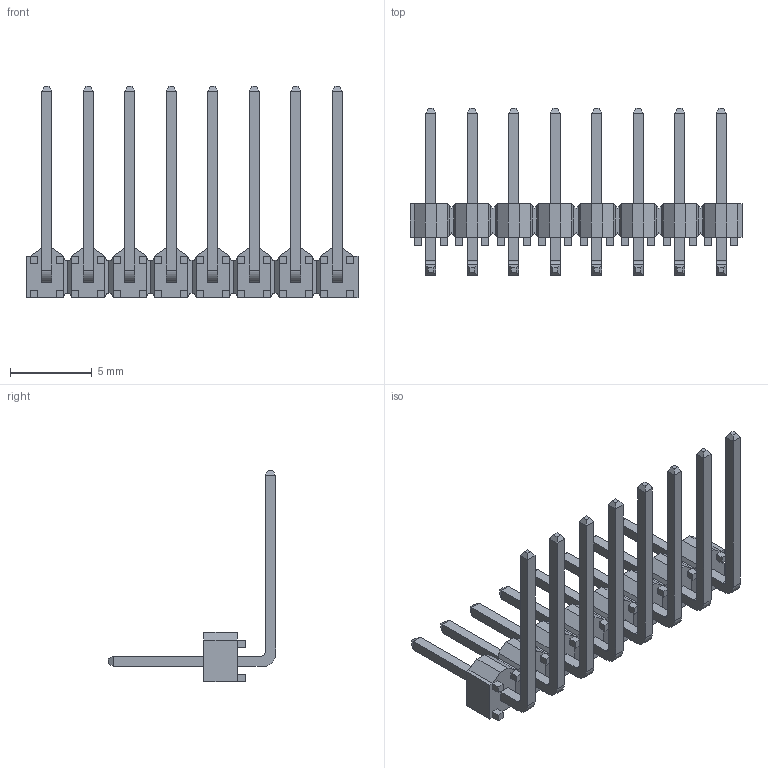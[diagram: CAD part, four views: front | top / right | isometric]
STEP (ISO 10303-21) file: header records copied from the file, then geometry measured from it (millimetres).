
FILE_DESCRIPTION(/* description */ ('STEP AP203'),/* implementation_level */ '2;1');
FILE_NAME(/* name */ 'TSW-108-10-S-S-RA',/* time_stamp */ '2025-10-29T14:27:02+01:00',/* author */ ('License CC BY-ND 4.0'),/* organization */ ('CADENAS'),/* preprocessor_version */ 'ST-DEVELOPER v19.3',/* originating_system */ 'PARTsolutions',/* authorisation */ ' ');
FILE_SCHEMA (('CONFIG_CONTROL_DESIGN'));
Length unit declared in the file: inch
Products named in the file (3): TSW-108-10-S-S-RA; TSW-108-10-S-S-RA_body; T-1S6-10-TSW-1-10-8-RA-S
Assembly tree (2 placements, depth 2):
  TSW-108-10-S-S-RA
    TSW-108-10-S-S-RA_body
    T-1S6-10-TSW-1-10-8-RA-S
Bounding box: 20.32 x 10.22 x 12.93 mm (x, y, z)
Volume: 177.1 mm3; surface area: 747.7 mm2
Topology: 2 solids, 2 shells, 478 faces, 1198 edges, 740 vertices
Faces by surface type: plane 462, cylinder 16
Entity records: 13876 total; most frequent: CARTESIAN_POINT 2419, ORIENTED_EDGE 2396, DIRECTION 2192, EDGE_CURVE 1198, LINE 1166, VECTOR 1166, VERTEX_POINT 740, AXIS2_PLACEMENT_3D 513
